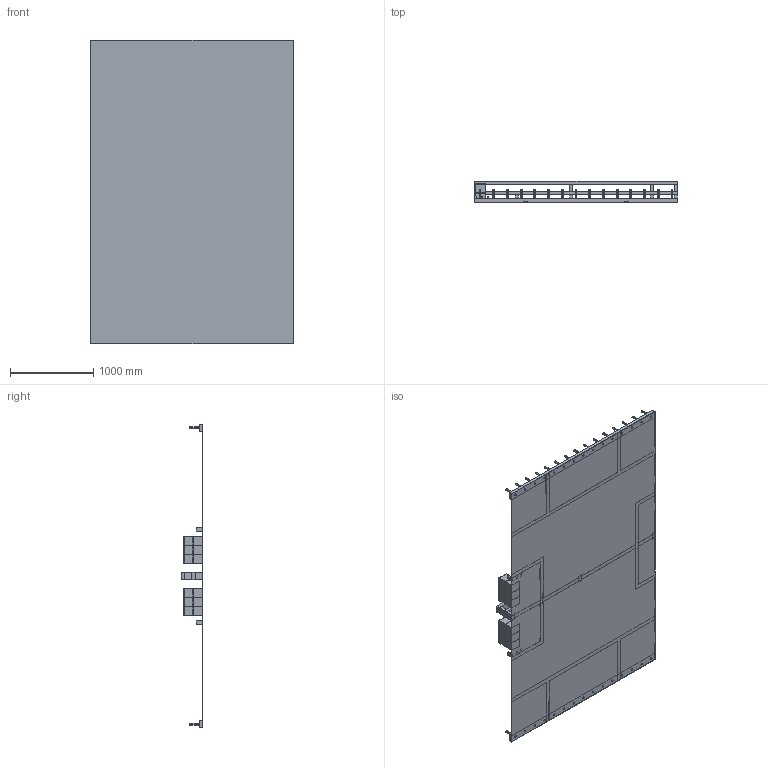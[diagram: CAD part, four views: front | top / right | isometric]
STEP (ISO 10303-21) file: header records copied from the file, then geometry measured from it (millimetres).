
FILE_DESCRIPTION (( 'STEP AP203' ), '1' );
FILE_NAME ('2020 Field Assembly.STEP', '2020-11-11T01:21:51', ( '' ), ( '' ), 'SwSTEP 2.0', 'SolidWorks 2019', '' );
FILE_SCHEMA (( 'CONFIG_CONTROL_DESIGN' ));
Length unit declared in the file: inch
Products named in the file (13): Test Tube Rack_Bottom Shelf; Centrifuge; 2020 Field Assembly; Spacer; Floor; Test Tube Rack; Test Tube; Sample (tic tac box); Collabortention Test Tube Blue; Collabortention Test Tube Red; Starting Piece; Tissue Box
Assembly tree (64 placements, depth 3):
  2020 Field Assembly
    Floor
    Starting Piece  x2
    Test Tube Rack_Bottom Shelf
    Spacer  x9
    Sample (tic tac box)  x6
    Test Tube  x28
    Centrifuge
      Tissue Box  x6
    Centrifuge
      Tissue Box  x6
    Test Tube Rack
    Collabortention Test Tube Red
    Collabortention Test Tube Blue
Bounding box: 2438.4 x 256.54 x 3657.6 mm (x, y, z)
Volume: 62041647.8 mm3; surface area: 23024462.2 mm2
Topology: 62 solids, 62 shells, 1386 faces, 3126 edges, 1700 vertices
Faces by surface type: cylinder 650, plane 448, sphere 192, torus 96
Entity records: 11337 total; most frequent: DIRECTION 1606, CARTESIAN_POINT 1455, ORIENTED_EDGE 1360, EDGE_CURVE 680, AXIS2_PLACEMENT_3D 583, VECTOR 440, LINE 440, VERTEX_POINT 432
